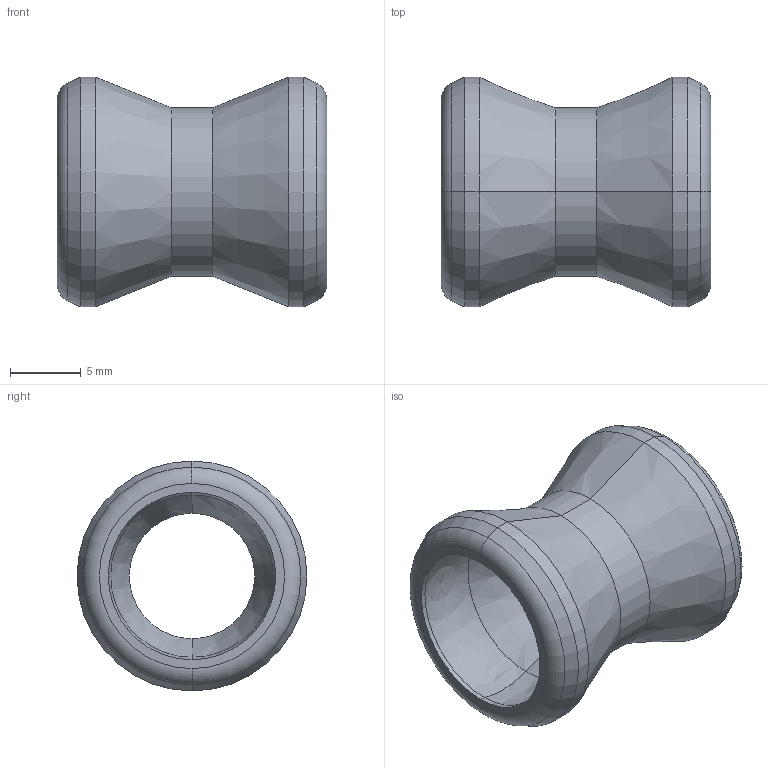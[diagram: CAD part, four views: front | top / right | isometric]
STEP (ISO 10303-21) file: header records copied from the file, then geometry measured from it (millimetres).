
FILE_DESCRIPTION (( 'STEP AP203' ), '1' );
FILE_NAME ('1-4 Double Socket.STEP', '2005-02-04T21:40:20', ( 'mark lockwood' ), ( 'lockwood products inc.' ), 'SwSTEP 2.0', 'SolidWorks 2004146', '' );
FILE_SCHEMA (( 'CONFIG_CONTROL_DESIGN' ));
Length unit declared in the file: inch
Products named in the file (1): 1-4 Double Socket
Bounding box: 19 x 16.21 x 16.21 mm (x, y, z)
Volume: 1251.8 mm3; surface area: 1669.9 mm2
Topology: 1 solids, 1 shells, 34 faces, 78 edges, 42 vertices
Faces by surface type: cone 12, cylinder 12, sphere 4, torus 4, plane 2
Entity records: 955 total; most frequent: DIRECTION 182, CARTESIAN_POINT 139, ORIENTED_EDGE 136, AXIS2_PLACEMENT_3D 79, EDGE_CURVE 68, CIRCLE 44, EDGE_LOOP 36, VERTEX_POINT 36
